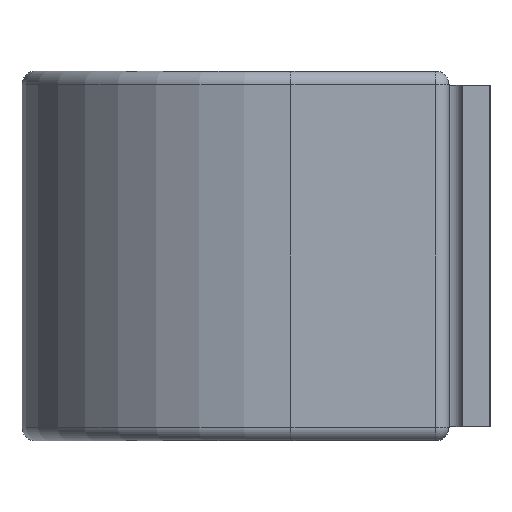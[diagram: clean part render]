
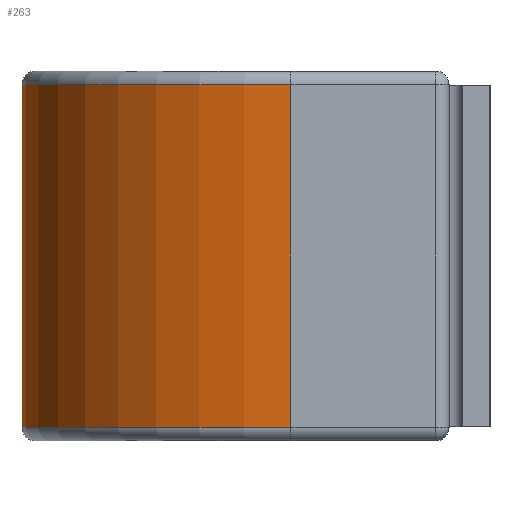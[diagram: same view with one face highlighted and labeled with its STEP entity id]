
A CAD part, left-side view. The second image highlights one B-rep face of the part: STEP entity #263.
In plain terms, the highlighted cylindrical face has radius 15.011 mm (diameter 30.023 mm), a partial arc.
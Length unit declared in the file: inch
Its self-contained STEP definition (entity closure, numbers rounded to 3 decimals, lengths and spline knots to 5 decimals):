
#240 = LINE ( 'NONE', #1165, #1440 ) ;
#263 = ADVANCED_FACE ( 'NONE', ( #1225 ), #623, .T. ) ;
#269 = EDGE_CURVE ( 'NONE', #1727, #1091, #240, .T. ) ;
#298 = VERTEX_POINT ( 'NONE', #1028 ) ;
#373 = CARTESIAN_POINT ( 'NONE',  ( 2.028, 0.43725, -0.37625 ) ) ;
#379 = VECTOR ( 'NONE', #418, 39.37008 ) ;
#388 = ORIENTED_EDGE ( 'NONE', *, *, #1377, .T. ) ;
#418 = DIRECTION ( 'NONE',  ( 0., 0., 1. ) ) ;
#583 = EDGE_CURVE ( 'NONE', #1727, #669, #859, .T. ) ;
#623 = CYLINDRICAL_SURFACE ( 'NONE', #1423, 0.591 ) ;
#669 = VERTEX_POINT ( 'NONE', #1918 ) ;
#709 = DIRECTION ( 'NONE',  ( 0., 0., 1. ) ) ;
#712 = DIRECTION ( 'NONE',  ( 0., 0., 1. ) ) ;
#744 = AXIS2_PLACEMENT_3D ( 'NONE', #1608, #712, #1754 ) ;
#807 = EDGE_LOOP ( 'NONE', ( #1687, #1670, #388, #1865 ) ) ;
#859 = CIRCLE ( 'NONE', #744, 0.591 ) ;
#1028 = CARTESIAN_POINT ( 'NONE',  ( 0.846, 0.43725, 0.37625 ) ) ;
#1091 = VERTEX_POINT ( 'NONE', #1600 ) ;
#1114 = EDGE_CURVE ( 'NONE', #1091, #298, #1911, .T. ) ;
#1157 = DIRECTION ( 'NONE',  ( 0., 0., 1. ) ) ;
#1165 = CARTESIAN_POINT ( 'NONE',  ( 2.028, 0.43725, -0.37625 ) ) ;
#1218 = LINE ( 'NONE', #1514, #379 ) ;
#1225 = FACE_OUTER_BOUND ( 'NONE', #807, .T. ) ;
#1296 = DIRECTION ( 'NONE',  ( 1., 0., 0. ) ) ;
#1377 = EDGE_CURVE ( 'NONE', #669, #298, #1218, .T. ) ;
#1423 = AXIS2_PLACEMENT_3D ( 'NONE', #1679, #1674, #1296 ) ;
#1440 = VECTOR ( 'NONE', #1157, 39.37008 ) ;
#1514 = CARTESIAN_POINT ( 'NONE',  ( 0.846, 0.43725, -0.37625 ) ) ;
#1600 = CARTESIAN_POINT ( 'NONE',  ( 2.028, 0.43725, 0.37625 ) ) ;
#1606 = CARTESIAN_POINT ( 'NONE',  ( 1.437, 0.43725, 0.37625 ) ) ;
#1608 = CARTESIAN_POINT ( 'NONE',  ( 1.437, 0.43725, -0.37625 ) ) ;
#1670 = ORIENTED_EDGE ( 'NONE', *, *, #583, .T. ) ;
#1674 = DIRECTION ( 'NONE',  ( 0., 0., 1. ) ) ;
#1679 = CARTESIAN_POINT ( 'NONE',  ( 1.437, 0.43725, 0.375 ) ) ;
#1687 = ORIENTED_EDGE ( 'NONE', *, *, #269, .F. ) ;
#1727 = VERTEX_POINT ( 'NONE', #373 ) ;
#1751 = DIRECTION ( 'NONE',  ( 1., 0., 0. ) ) ;
#1754 = DIRECTION ( 'NONE',  ( 1., 0., 0. ) ) ;
#1865 = ORIENTED_EDGE ( 'NONE', *, *, #1114, .F. ) ;
#1911 = CIRCLE ( 'NONE', #1972, 0.591 ) ;
#1918 = CARTESIAN_POINT ( 'NONE',  ( 0.846, 0.43725, -0.37625 ) ) ;
#1972 = AXIS2_PLACEMENT_3D ( 'NONE', #1606, #709, #1751 ) ;
